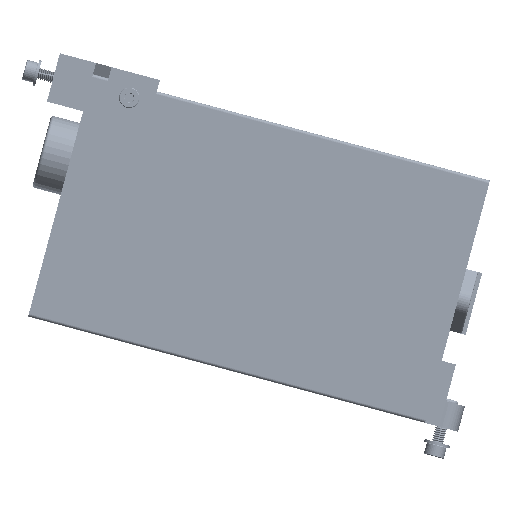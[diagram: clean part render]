
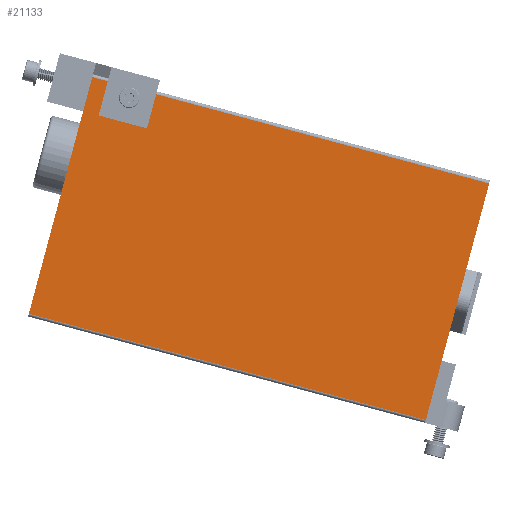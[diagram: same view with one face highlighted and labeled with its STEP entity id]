
A CAD part, front view. The second image highlights one B-rep face of the part: STEP entity #21133.
In plain terms, the highlighted face is planar.
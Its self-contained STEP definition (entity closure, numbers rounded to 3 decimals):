
#3137=FACE_OUTER_BOUND('',#4778,.T.);
#4778=EDGE_LOOP('',(#14743,#14744,#14745,#14746));
#6136=LINE('',#32895,#7339);
#6145=LINE('',#34228,#7348);
#6182=LINE('',#34375,#7385);
#6183=LINE('',#34376,#7386);
#7339=VECTOR('',#25601,83.693);
#7348=VECTOR('',#26926,83.693);
#7385=VECTOR('',#27043,140.462);
#7386=VECTOR('',#27044,140.462);
#8554=VERTEX_POINT('',#32892);
#8555=VERTEX_POINT('',#32894);
#9220=VERTEX_POINT('',#34225);
#9221=VERTEX_POINT('',#34227);
#10817=EDGE_CURVE('',#8555,#8554,#6136,.T.);
#11483=EDGE_CURVE('',#9220,#9221,#6145,.T.);
#11558=EDGE_CURVE('',#9220,#8555,#6182,.F.);
#11559=EDGE_CURVE('',#8554,#9221,#6183,.T.);
#14743=ORIENTED_EDGE('',*,*,#11483,.F.);
#14744=ORIENTED_EDGE('',*,*,#11558,.T.);
#14745=ORIENTED_EDGE('',*,*,#10817,.T.);
#14746=ORIENTED_EDGE('',*,*,#11559,.T.);
#20309=PLANE('',#23209);
#21133=ADVANCED_FACE('',(#3137),#20309,.F.);
#23209=AXIS2_PLACEMENT_3D('',#34374,#27041,#27042);
#25601=DIRECTION('',(0.,0.,-1.));
#26926=DIRECTION('',(0.,0.,-1.));
#27041=DIRECTION('center_axis',(-1.,0.,0.));
#27042=DIRECTION('ref_axis',(0.,0.,1.));
#27043=DIRECTION('',(0.,1.,0.));
#27044=DIRECTION('',(0.,1.,0.));
#32892=CARTESIAN_POINT('',(149.86,-140.462,1.016));
#32894=CARTESIAN_POINT('',(149.86,-140.462,84.709));
#32895=CARTESIAN_POINT('',(149.86,-140.462,84.709));
#34225=CARTESIAN_POINT('',(149.86,0.,84.709));
#34227=CARTESIAN_POINT('',(149.86,0.,1.016));
#34228=CARTESIAN_POINT('',(149.86,0.,84.709));
#34374=CARTESIAN_POINT('Origin',(149.86,0.,85.725));
#34375=CARTESIAN_POINT('',(149.86,-140.462,84.709));
#34376=CARTESIAN_POINT('',(149.86,-140.462,1.016));
